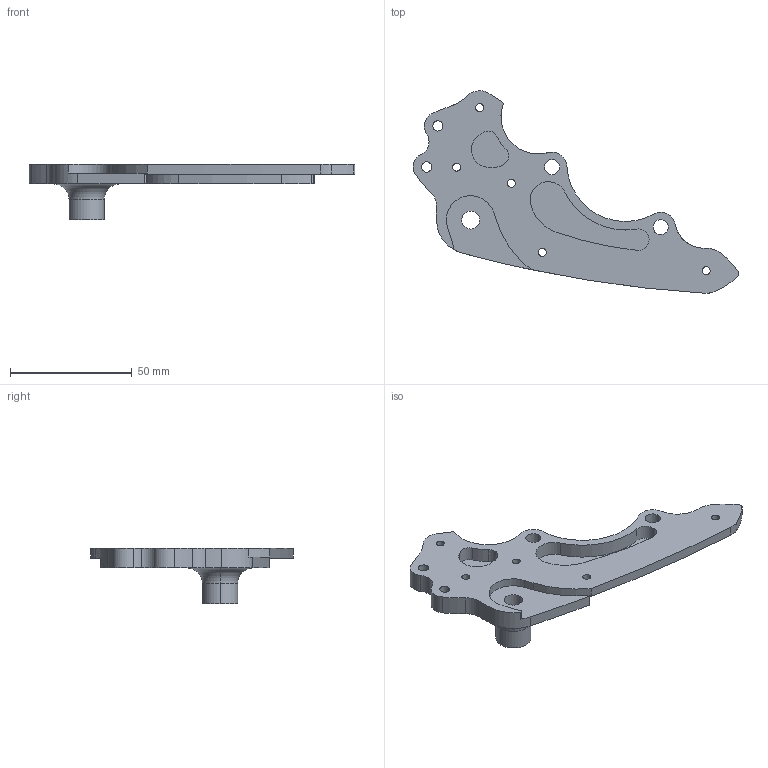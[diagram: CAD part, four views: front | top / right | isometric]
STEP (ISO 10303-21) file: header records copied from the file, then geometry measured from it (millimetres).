
FILE_DESCRIPTION (( 'STEP AP214' ), '1' );
FILE_NAME ('PA454.STEP', '2019-02-13T17:44:01', ( '' ), ( '' ), 'SwSTEP 2.0', 'SolidWorks 2019', '' );
FILE_SCHEMA (( 'AUTOMOTIVE_DESIGN' ));
Length unit declared in the file: millimetre
Products named in the file (1): PA454
Bounding box: 133.86 x 83.21 x 22.6 mm (x, y, z)
Volume: 26422.1 mm3; surface area: 15710.1 mm2
Topology: 1 solids, 1 shells, 100 faces, 283 edges, 188 vertices
Faces by surface type: cylinder 86, plane 12, torus 2
Entity records: 3427 total; most frequent: DIRECTION 667, CARTESIAN_POINT 572, ORIENTED_EDGE 566, EDGE_CURVE 283, AXIS2_PLACEMENT_3D 283, VERTEX_POINT 188, CIRCLE 182, EDGE_LOOP 123
